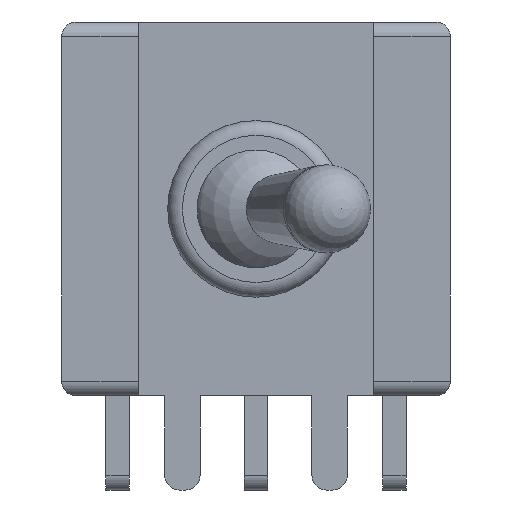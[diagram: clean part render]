
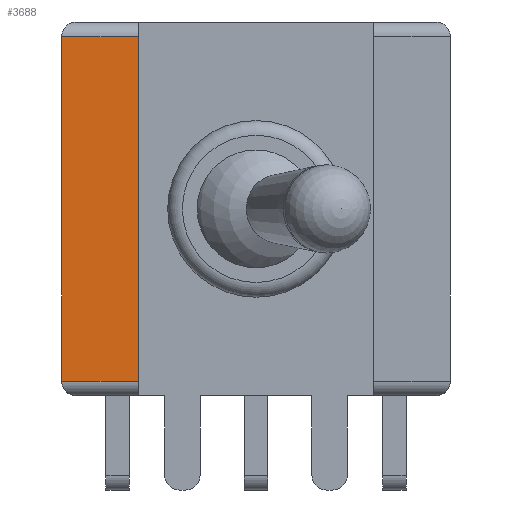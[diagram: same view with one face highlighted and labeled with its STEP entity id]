
A CAD part, front view. The second image highlights one B-rep face of the part: STEP entity #3688.
In plain terms, the highlighted planar face has unit normal (0, -1, 0).
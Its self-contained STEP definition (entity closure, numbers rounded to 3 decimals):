
#2070 = VERTEX_POINT('',#2071);
#2071 = CARTESIAN_POINT('',(-4.,-5.,0.5));
#2087 = PLANE('',#2088);
#2088 = AXIS2_PLACEMENT_3D('',#2089,#2090,#2091);
#2089 = CARTESIAN_POINT('',(-4.,-5.,12.7));
#2090 = DIRECTION('',(1.,0.,0.));
#2091 = DIRECTION('',(0.,0.,-1.));
#2115 = CYLINDRICAL_SURFACE('',#2116,0.5);
#2116 = AXIS2_PLACEMENT_3D('',#2117,#2118,#2119);
#2117 = CARTESIAN_POINT('',(-6.6,-4.5,0.5));
#2118 = DIRECTION('',(1.,0.,0.));
#2119 = DIRECTION('',(0.,-1.,-0.));
#2988 = EDGE_CURVE('',#2989,#2070,#2991,.T.);
#2989 = VERTEX_POINT('',#2990);
#2990 = CARTESIAN_POINT('',(-4.,-5.,12.2));
#2991 = SURFACE_CURVE('',#2992,(#2996,#3003),.PCURVE_S1.);
#2992 = LINE('',#2993,#2994);
#2993 = CARTESIAN_POINT('',(-4.,-5.,12.7));
#2994 = VECTOR('',#2995,1.);
#2995 = DIRECTION('',(0.,0.,-1.));
#2996 = PCURVE('',#2087,#2997);
#2997 = DEFINITIONAL_REPRESENTATION('',(#2998),#3002);
#2998 = LINE('',#2999,#3000);
#2999 = CARTESIAN_POINT('',(0.,0.));
#3000 = VECTOR('',#3001,1.);
#3001 = DIRECTION('',(1.,0.));
#3002 = ( GEOMETRIC_REPRESENTATION_CONTEXT(2) 
PARAMETRIC_REPRESENTATION_CONTEXT() REPRESENTATION_CONTEXT('2D SPACE',''
  ) );
#3003 = PCURVE('',#3004,#3009);
#3004 = PLANE('',#3005);
#3005 = AXIS2_PLACEMENT_3D('',#3006,#3007,#3008);
#3006 = CARTESIAN_POINT('',(-6.6,-5.,0.));
#3007 = DIRECTION('',(0.,1.,0.));
#3008 = DIRECTION('',(1.,0.,0.));
#3009 = DEFINITIONAL_REPRESENTATION('',(#3010),#3014);
#3010 = LINE('',#3011,#3012);
#3011 = CARTESIAN_POINT('',(2.6,-12.7));
#3012 = VECTOR('',#3013,1.);
#3013 = DIRECTION('',(0.,1.));
#3014 = ( GEOMETRIC_REPRESENTATION_CONTEXT(2) 
PARAMETRIC_REPRESENTATION_CONTEXT() REPRESENTATION_CONTEXT('2D SPACE',''
  ) );
#3046 = VERTEX_POINT('',#3047);
#3047 = CARTESIAN_POINT('',(-6.6,-5.,0.5));
#3231 = EDGE_CURVE('',#3046,#2070,#3232,.T.);
#3232 = SURFACE_CURVE('',#3233,(#3237,#3244),.PCURVE_S1.);
#3233 = LINE('',#3234,#3235);
#3234 = CARTESIAN_POINT('',(-6.6,-5.,0.5));
#3235 = VECTOR('',#3236,1.);
#3236 = DIRECTION('',(1.,0.,0.));
#3237 = PCURVE('',#2115,#3238);
#3238 = DEFINITIONAL_REPRESENTATION('',(#3239),#3243);
#3239 = LINE('',#3240,#3241);
#3240 = CARTESIAN_POINT('',(0.,0.));
#3241 = VECTOR('',#3242,1.);
#3242 = DIRECTION('',(0.,1.));
#3243 = ( GEOMETRIC_REPRESENTATION_CONTEXT(2) 
PARAMETRIC_REPRESENTATION_CONTEXT() REPRESENTATION_CONTEXT('2D SPACE',''
  ) );
#3244 = PCURVE('',#3004,#3245);
#3245 = DEFINITIONAL_REPRESENTATION('',(#3246),#3250);
#3246 = LINE('',#3247,#3248);
#3247 = CARTESIAN_POINT('',(0.,-0.5));
#3248 = VECTOR('',#3249,1.);
#3249 = DIRECTION('',(1.,0.));
#3250 = ( GEOMETRIC_REPRESENTATION_CONTEXT(2) 
PARAMETRIC_REPRESENTATION_CONTEXT() REPRESENTATION_CONTEXT('2D SPACE',''
  ) );
#3675 = CYLINDRICAL_SURFACE('',#3676,0.5);
#3676 = AXIS2_PLACEMENT_3D('',#3677,#3678,#3679);
#3677 = CARTESIAN_POINT('',(-6.6,-4.5,12.2));
#3678 = DIRECTION('',(1.,0.,0.));
#3679 = DIRECTION('',(0.,-1.,-0.));
#3688 = ADVANCED_FACE('',(#3689),#3004,.F.);
#3689 = FACE_BOUND('',#3690,.F.);
#3690 = EDGE_LOOP('',(#3691,#3692,#3720,#3741));
#3691 = ORIENTED_EDGE('',*,*,#3231,.F.);
#3692 = ORIENTED_EDGE('',*,*,#3693,.T.);
#3693 = EDGE_CURVE('',#3046,#3694,#3696,.T.);
#3694 = VERTEX_POINT('',#3695);
#3695 = CARTESIAN_POINT('',(-6.6,-5.,12.2));
#3696 = SURFACE_CURVE('',#3697,(#3701,#3708),.PCURVE_S1.);
#3697 = LINE('',#3698,#3699);
#3698 = CARTESIAN_POINT('',(-6.6,-5.,0.));
#3699 = VECTOR('',#3700,1.);
#3700 = DIRECTION('',(0.,0.,1.));
#3701 = PCURVE('',#3004,#3702);
#3702 = DEFINITIONAL_REPRESENTATION('',(#3703),#3707);
#3703 = LINE('',#3704,#3705);
#3704 = CARTESIAN_POINT('',(0.,0.));
#3705 = VECTOR('',#3706,1.);
#3706 = DIRECTION('',(0.,-1.));
#3707 = ( GEOMETRIC_REPRESENTATION_CONTEXT(2) 
PARAMETRIC_REPRESENTATION_CONTEXT() REPRESENTATION_CONTEXT('2D SPACE',''
  ) );
#3708 = PCURVE('',#3709,#3714);
#3709 = PLANE('',#3710);
#3710 = AXIS2_PLACEMENT_3D('',#3711,#3712,#3713);
#3711 = CARTESIAN_POINT('',(-6.6,1.,0.));
#3712 = DIRECTION('',(1.,0.,-0.));
#3713 = DIRECTION('',(0.,-1.,0.));
#3714 = DEFINITIONAL_REPRESENTATION('',(#3715),#3719);
#3715 = LINE('',#3716,#3717);
#3716 = CARTESIAN_POINT('',(6.,0.));
#3717 = VECTOR('',#3718,1.);
#3718 = DIRECTION('',(0.,-1.));
#3719 = ( GEOMETRIC_REPRESENTATION_CONTEXT(2) 
PARAMETRIC_REPRESENTATION_CONTEXT() REPRESENTATION_CONTEXT('2D SPACE',''
  ) );
#3720 = ORIENTED_EDGE('',*,*,#3721,.T.);
#3721 = EDGE_CURVE('',#3694,#2989,#3722,.T.);
#3722 = SURFACE_CURVE('',#3723,(#3727,#3734),.PCURVE_S1.);
#3723 = LINE('',#3724,#3725);
#3724 = CARTESIAN_POINT('',(-6.6,-5.,12.2));
#3725 = VECTOR('',#3726,1.);
#3726 = DIRECTION('',(1.,0.,0.));
#3727 = PCURVE('',#3004,#3728);
#3728 = DEFINITIONAL_REPRESENTATION('',(#3729),#3733);
#3729 = LINE('',#3730,#3731);
#3730 = CARTESIAN_POINT('',(0.,-12.2));
#3731 = VECTOR('',#3732,1.);
#3732 = DIRECTION('',(1.,0.));
#3733 = ( GEOMETRIC_REPRESENTATION_CONTEXT(2) 
PARAMETRIC_REPRESENTATION_CONTEXT() REPRESENTATION_CONTEXT('2D SPACE',''
  ) );
#3734 = PCURVE('',#3675,#3735);
#3735 = DEFINITIONAL_REPRESENTATION('',(#3736),#3740);
#3736 = LINE('',#3737,#3738);
#3737 = CARTESIAN_POINT('',(-0.,0.));
#3738 = VECTOR('',#3739,1.);
#3739 = DIRECTION('',(-0.,1.));
#3740 = ( GEOMETRIC_REPRESENTATION_CONTEXT(2) 
PARAMETRIC_REPRESENTATION_CONTEXT() REPRESENTATION_CONTEXT('2D SPACE',''
  ) );
#3741 = ORIENTED_EDGE('',*,*,#2988,.T.);
